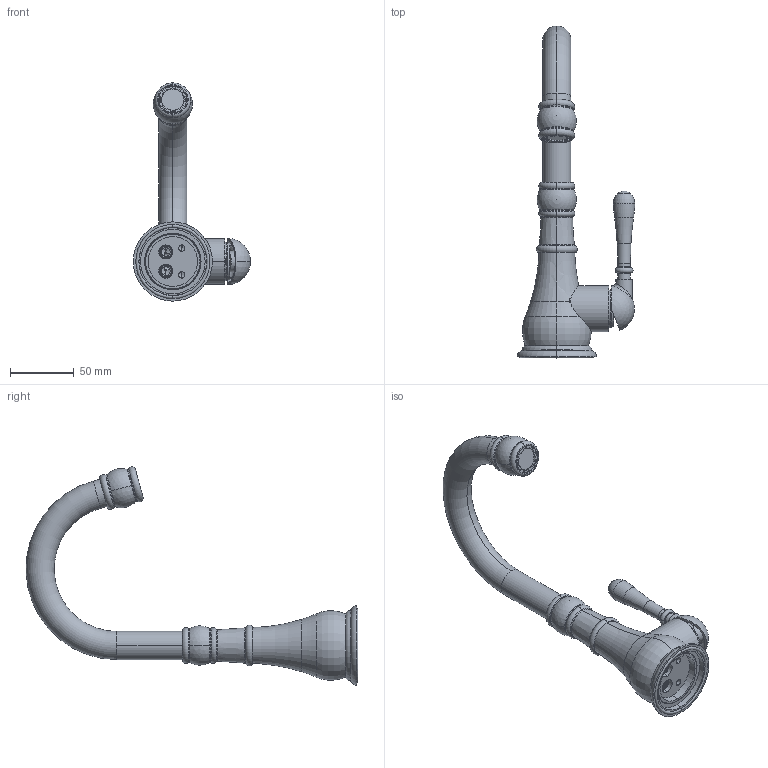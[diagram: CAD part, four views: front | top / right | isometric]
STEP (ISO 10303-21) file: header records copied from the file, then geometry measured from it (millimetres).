
FILE_DESCRIPTION (( 'STEP AP203' ), '1' );
FILE_NAME ('MV1010LCH.STEP', '2020-02-26T00:07:06', ( 'Windows 蚚誧' ), ( '' ), 'SwSTEP 2.0', 'SolidWorks 2019', '' );
FILE_SCHEMA (( 'CONFIG_CONTROL_DESIGN' ));
Length unit declared in the file: millimetre
Products named in the file (23): MV22堤阨奪蟀諉璃ㄗ郪ㄘ; M16x1 22奪爾諉芛; MV三通25阀套;   M70SB12C   MV三通手柄座; M5x5 囀鞠褒す傷蹟佪; MV三通面盆底帽; 三通主体组25; 22醱髓埴俔ㄗ爾諉ㄘ; 醱髓埴俔郪; MV三通25阀体; MV堤阨諳ㄗ郪ㄘ; MV1040A; MV三通手柄; 22埴俔爾諉奪; MV22堤阨奪蟀諉璃; 170三通面盆装饰盖 - 副本; 臟賙M21.5X1堤阨厙; MV1010LCH; 白色塑料卡簧 D20.7D16H7.5 (G05015P00) - 副本; M16X1 22奪爾諉簽; 58x2.5 O型圈 - UA70MV三通底帽; MV堤阨諳;    M70SB21C    MV珨趼忒梟裝
Assembly tree (22 placements, depth 5):
  MV1010LCH
    三通主体组25
      MV三通25阀体
      MV三通25阀套
      170三通面盆装饰盖 - 副本
      MV三通面盆底帽
      M5x5 囀鞠褒す傷蹟佪
      58x2.5 O型圈 - UA70MV三通底帽
      MV三通手柄
          M70SB12C   MV三通手柄座
           M70SB21C    MV珨趼忒梟裝
    MV1040A
      MV堤阨諳ㄗ郪ㄘ
        MV堤阨諳
        臟賙M21.5X1堤阨厙
      醱髓埴俔郪
        MV22堤阨奪蟀諉璃ㄗ郪ㄘ
          MV22堤阨奪蟀諉璃
          白色塑料卡簧 D20.7D16H7.5 (G05015P00) - 副本
        22醱髓埴俔ㄗ爾諉ㄘ
          22埴俔爾諉奪
          M16X1 22奪爾諉簽
          M16x1 22奪爾諉芛
Bounding box: 92 x 259.53 x 170.75 mm (x, y, z)
Volume: 154706.7 mm3; surface area: 107093.6 mm2
Topology: 16 solids, 17 shells, 906 faces, 2367 edges, 1517 vertices
Faces by surface type: cylinder 462, plane 169, cone 94, torus 93, bspline 76, sphere 12
Entity records: 80844 total; most frequent: CARTESIAN_POINT 58204, ORIENTED_EDGE 4662, DIRECTION 3911, EDGE_CURVE 2331, AXIS2_PLACEMENT_3D 1589, VERTEX_POINT 1511, EDGE_LOOP 992, ADVANCED_FACE 906
